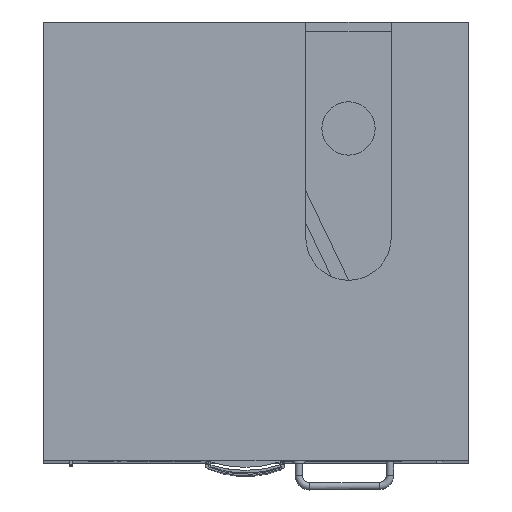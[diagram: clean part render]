
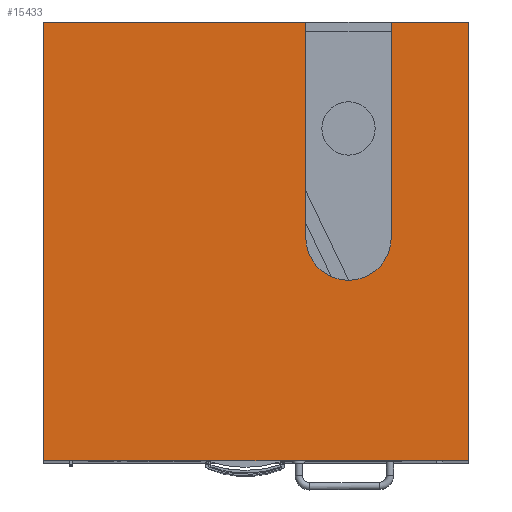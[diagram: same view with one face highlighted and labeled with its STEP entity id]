
A CAD part, top view. The second image highlights one B-rep face of the part: STEP entity #15433.
In plain terms, the highlighted planar face has unit normal (0, 0, 1).
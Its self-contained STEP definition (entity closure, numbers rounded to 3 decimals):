
#659=PLANE('',#16437);
#1306=FACE_OUTER_BOUND('',#2175,.T.);
#2175=EDGE_LOOP('',(#10370,#10371,#10372,#10373,#10374,#10375,#10376,#10377));
#3243=LINE('',#20952,#4916);
#3244=LINE('',#20956,#4917);
#3245=LINE('',#20958,#4918);
#3246=LINE('',#20960,#4919);
#3247=LINE('',#20962,#4920);
#3248=LINE('',#20964,#4921);
#3249=LINE('',#20965,#4922);
#4916=VECTOR('',#17463,10.);
#4917=VECTOR('',#17466,10.);
#4918=VECTOR('',#17467,10.);
#4919=VECTOR('',#17468,10.);
#4920=VECTOR('',#17469,10.);
#4921=VECTOR('',#17470,10.);
#4922=VECTOR('',#17471,10.);
#6535=CIRCLE('',#16438,60.);
#6748=VERTEX_POINT('',#20950);
#6749=VERTEX_POINT('',#20951);
#6750=VERTEX_POINT('',#20953);
#6751=VERTEX_POINT('',#20955);
#6752=VERTEX_POINT('',#20957);
#6753=VERTEX_POINT('',#20959);
#6754=VERTEX_POINT('',#20961);
#6755=VERTEX_POINT('',#20963);
#8197=EDGE_CURVE('',#6748,#6749,#3243,.T.);
#8198=EDGE_CURVE('',#6749,#6750,#6535,.T.);
#8199=EDGE_CURVE('',#6750,#6751,#3244,.T.);
#8200=EDGE_CURVE('',#6751,#6752,#3245,.T.);
#8201=EDGE_CURVE('',#6752,#6753,#3246,.T.);
#8202=EDGE_CURVE('',#6753,#6754,#3247,.T.);
#8203=EDGE_CURVE('',#6754,#6755,#3248,.T.);
#8204=EDGE_CURVE('',#6755,#6748,#3249,.T.);
#10370=ORIENTED_EDGE('',*,*,#8197,.T.);
#10371=ORIENTED_EDGE('',*,*,#8198,.T.);
#10372=ORIENTED_EDGE('',*,*,#8199,.T.);
#10373=ORIENTED_EDGE('',*,*,#8200,.T.);
#10374=ORIENTED_EDGE('',*,*,#8201,.T.);
#10375=ORIENTED_EDGE('',*,*,#8202,.T.);
#10376=ORIENTED_EDGE('',*,*,#8203,.T.);
#10377=ORIENTED_EDGE('',*,*,#8204,.T.);
#15433=ADVANCED_FACE('',(#1306),#659,.T.);
#16437=AXIS2_PLACEMENT_3D('',#20949,#17461,#17462);
#16438=AXIS2_PLACEMENT_3D('',#20954,#17464,#17465);
#17461=DIRECTION('center_axis',(0.,0.,1.));
#17462=DIRECTION('ref_axis',(1.,0.,0.));
#17463=DIRECTION('',(0.,-1.,0.));
#17464=DIRECTION('center_axis',(0.,0.,-1.));
#17465=DIRECTION('ref_axis',(-1.,0.,0.));
#17466=DIRECTION('',(0.,1.,0.));
#17467=DIRECTION('',(-1.,0.,0.));
#17468=DIRECTION('',(0.,-1.,0.));
#17469=DIRECTION('',(1.,0.,0.));
#17470=DIRECTION('',(0.,1.,0.));
#17471=DIRECTION('',(-1.,0.,0.));
#20949=CARTESIAN_POINT('Origin',(0.,0.,
984.));
#20950=CARTESIAN_POINT('',(190.,308.25,984.));
#20951=CARTESIAN_POINT('',(190.,5.25,984.));
#20952=CARTESIAN_POINT('',(190.,147.25,984.));
#20953=CARTESIAN_POINT('',(70.,5.25,984.));
#20954=CARTESIAN_POINT('Origin',(130.,5.25,984.));
#20955=CARTESIAN_POINT('',(70.,308.25,984.));
#20956=CARTESIAN_POINT('',(70.,147.25,984.));
#20957=CARTESIAN_POINT('',(-298.25,308.25,984.));
#20958=CARTESIAN_POINT('',(298.25,308.25,984.));
#20959=CARTESIAN_POINT('',(-298.25,-308.25,984.));
#20960=CARTESIAN_POINT('',(-298.25,308.25,984.));
#20961=CARTESIAN_POINT('',(298.25,-308.25,984.));
#20962=CARTESIAN_POINT('',(-298.25,-308.25,984.));
#20963=CARTESIAN_POINT('',(298.25,308.25,984.));
#20964=CARTESIAN_POINT('',(298.25,-308.25,984.));
#20965=CARTESIAN_POINT('',(298.25,308.25,984.));
